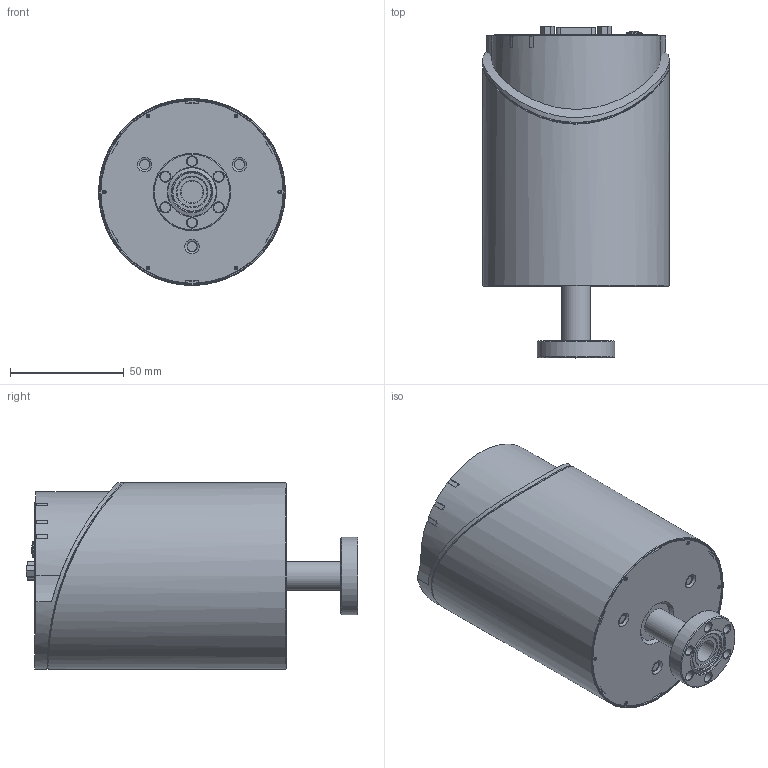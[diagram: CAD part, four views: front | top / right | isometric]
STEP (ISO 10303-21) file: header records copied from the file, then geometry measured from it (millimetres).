
FILE_DESCRIPTION(/* description */ (''),/* implementation_level */ '2;1');
FILE_NAME(/* name */ 'MCDG045D_9DSUB_16CF.stp',/* time_stamp */ '2023-01-31T16:20:57+01:00',/* author */ ('cons002'),/* organization */ (''),/* preprocessor_version */ 'ST-DEVELOPER v18.1',/* originating_system */ 'Autodesk Inventor 2021',/* authorisation */ '');
FILE_SCHEMA (('AUTOMOTIVE_DESIGN { 1 0 10303 214 3 1 1 }'));
Length unit declared in the file: millimetre
Products named in the file (1): MCDG045D_9DSUB_16CF
Bounding box: 82 x 145.75 x 82 mm (x, y, z)
Volume: 571583.5 mm3; surface area: 64859.9 mm2
Topology: 1 solids, 8 shells, 1390 faces, 4004 edges, 2564 vertices
Faces by surface type: plane 732, cylinder 446, bspline 126, cone 37, torus 28, sphere 21
Full cylindrical faces by diameter (mm): 0.8 x9, 1 x5, 1.5 x1, 2.156 x2, 2.5 x1, 2.6 x1, 2.845 x2, 3.2 x2, 3.8 x2, 4 x1, 4.3 x6, 4.467 x1, 4.5 x1, 7 x1, 9.6 x1, 10.2 x1, 10.6 x1, 11.5 x1, 12.7 x1, 18.6 x1, 21.3 x1, 21.4 x1, 34 x1, 82 x2
Entity records: 51118 total; most frequent: CARTESIAN_POINT 12972, ORIENTED_EDGE 7984, DIRECTION 7262, EDGE_CURVE 3992, VERTEX_POINT 2564, LINE 2538, VECTOR 2538, AXIS2_PLACEMENT_3D 2362
